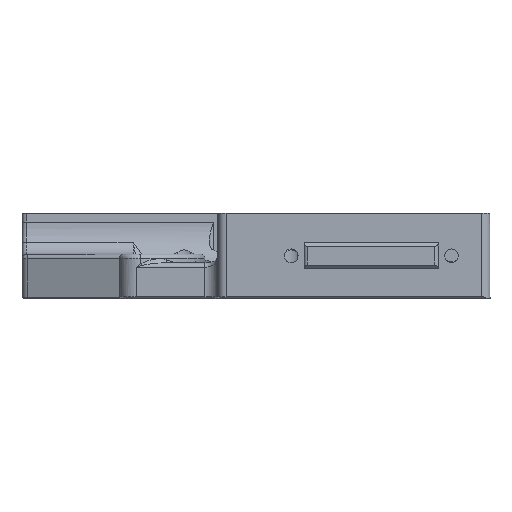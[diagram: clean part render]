
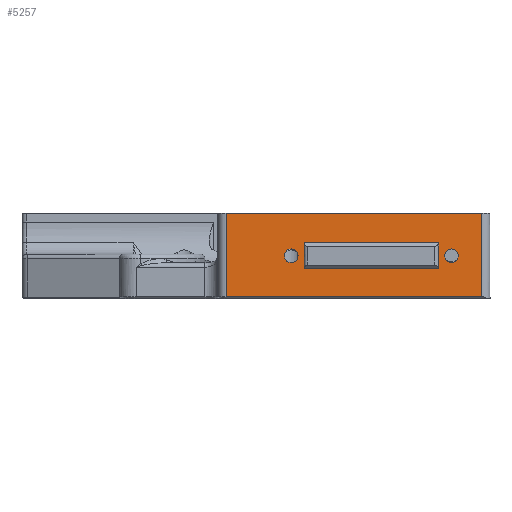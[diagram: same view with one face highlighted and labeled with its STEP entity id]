
A CAD part, top view. The second image highlights one B-rep face of the part: STEP entity #5257.
In plain terms, the highlighted planar face has unit normal (0, 0, 1).
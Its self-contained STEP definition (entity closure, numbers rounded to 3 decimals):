
#164=FACE_BOUND('',#915,.T.);
#165=FACE_BOUND('',#916,.T.);
#166=FACE_BOUND('',#917,.T.);
#354=CIRCLE('',#5686,1.6);
#355=CIRCLE('',#5687,1.6);
#604=FACE_OUTER_BOUND('',#914,.T.);
#914=EDGE_LOOP('',(#4228,#4229,#4230,#4231));
#915=EDGE_LOOP('',(#4232));
#916=EDGE_LOOP('',(#4233,#4234,#4235,#4236));
#917=EDGE_LOOP('',(#4237));
#1422=LINE('',#8591,#1922);
#1424=LINE('',#8601,#1924);
#1437=LINE('',#8660,#1937);
#1442=LINE('',#8671,#1942);
#1443=LINE('',#8676,#1943);
#1444=LINE('',#8678,#1944);
#1445=LINE('',#8680,#1945);
#1446=LINE('',#8681,#1946);
#1922=VECTOR('',#6747,10.);
#1924=VECTOR('',#6759,10.);
#1937=VECTOR('',#6802,10.);
#1942=VECTOR('',#6815,10.);
#1943=VECTOR('',#6818,10.);
#1944=VECTOR('',#6819,10.);
#1945=VECTOR('',#6820,10.);
#1946=VECTOR('',#6821,10.);
#2414=VERTEX_POINT('',#8588);
#2415=VERTEX_POINT('',#8590);
#2418=VERTEX_POINT('',#8599);
#2430=VERTEX_POINT('',#8659);
#2433=VERTEX_POINT('',#8672);
#2434=VERTEX_POINT('',#8674);
#2435=VERTEX_POINT('',#8675);
#2436=VERTEX_POINT('',#8677);
#2437=VERTEX_POINT('',#8679);
#2438=VERTEX_POINT('',#8682);
#3046=EDGE_CURVE('',#2414,#2415,#1422,.T.);
#3052=EDGE_CURVE('',#2414,#2418,#1424,.T.);
#3075=EDGE_CURVE('',#2415,#2430,#1437,.T.);
#3081=EDGE_CURVE('',#2418,#2430,#1442,.T.);
#3082=EDGE_CURVE('',#2433,#2433,#354,.T.);
#3083=EDGE_CURVE('',#2434,#2435,#1443,.T.);
#3084=EDGE_CURVE('',#2436,#2435,#1444,.T.);
#3085=EDGE_CURVE('',#2437,#2436,#1445,.T.);
#3086=EDGE_CURVE('',#2437,#2434,#1446,.T.);
#3087=EDGE_CURVE('',#2438,#2438,#355,.T.);
#4228=ORIENTED_EDGE('',*,*,#3046,.F.);
#4229=ORIENTED_EDGE('',*,*,#3052,.T.);
#4230=ORIENTED_EDGE('',*,*,#3081,.T.);
#4231=ORIENTED_EDGE('',*,*,#3075,.F.);
#4232=ORIENTED_EDGE('',*,*,#3082,.F.);
#4233=ORIENTED_EDGE('',*,*,#3083,.T.);
#4234=ORIENTED_EDGE('',*,*,#3084,.F.);
#4235=ORIENTED_EDGE('',*,*,#3085,.F.);
#4236=ORIENTED_EDGE('',*,*,#3086,.T.);
#4237=ORIENTED_EDGE('',*,*,#3087,.F.);
#5056=PLANE('',#5685);
#5257=ADVANCED_FACE('',(#604,#164,#165,#166),#5056,.F.);
#5685=AXIS2_PLACEMENT_3D('',#8670,#6813,#6814);
#5686=AXIS2_PLACEMENT_3D('',#8673,#6816,#6817);
#5687=AXIS2_PLACEMENT_3D('',#8683,#6822,#6823);
#6747=DIRECTION('',(0.,-1.,0.));
#6759=DIRECTION('',(-1.,0.,0.));
#6802=DIRECTION('',(-1.,0.,0.));
#6813=DIRECTION('center_axis',(0.,0.,
-1.));
#6814=DIRECTION('ref_axis',(1.,0.,0.));
#6815=DIRECTION('',(0.,-1.,0.));
#6816=DIRECTION('center_axis',(0.,0.,
1.));
#6817=DIRECTION('ref_axis',(-1.,0.,0.));
#6818=DIRECTION('',(0.,-1.,0.));
#6819=DIRECTION('',(1.,0.,0.));
#6820=DIRECTION('',(0.,-1.,0.));
#6821=DIRECTION('',(1.,0.,0.));
#6822=DIRECTION('center_axis',(0.,0.,
1.));
#6823=DIRECTION('ref_axis',(-1.,0.,0.));
#8588=CARTESIAN_POINT('',(74.5,437.,-58.096));
#8590=CARTESIAN_POINT('',(74.5,417.4,-58.096));
#8591=CARTESIAN_POINT('',(74.5,437.,-58.096));
#8599=CARTESIAN_POINT('',(14.8,437.,-58.096));
#8601=CARTESIAN_POINT('',(69.5,437.,-58.096));
#8659=CARTESIAN_POINT('',(14.8,417.4,-58.096));
#8660=CARTESIAN_POINT('',(21.4,417.4,-58.096));
#8670=CARTESIAN_POINT('Origin',(7.8,437.,-58.096));
#8671=CARTESIAN_POINT('',(14.8,427.,-58.096));
#8672=CARTESIAN_POINT('',(69.1,427.,-58.096));
#8673=CARTESIAN_POINT('Origin',(67.5,427.,-58.096));
#8674=CARTESIAN_POINT('',(64.5,430.,-58.096));
#8675=CARTESIAN_POINT('',(64.5,424.,-58.096));
#8676=CARTESIAN_POINT('',(64.5,430.,-58.096));
#8677=CARTESIAN_POINT('',(33.,424.,-58.096));
#8678=CARTESIAN_POINT('',(33.9,424.,-58.096));
#8679=CARTESIAN_POINT('',(33.,430.,-58.096));
#8680=CARTESIAN_POINT('',(33.,430.5,-58.096));
#8681=CARTESIAN_POINT('',(44.15,430.,-58.096));
#8682=CARTESIAN_POINT('',(31.6,427.,-58.096));
#8683=CARTESIAN_POINT('Origin',(30.,427.,-58.096));
